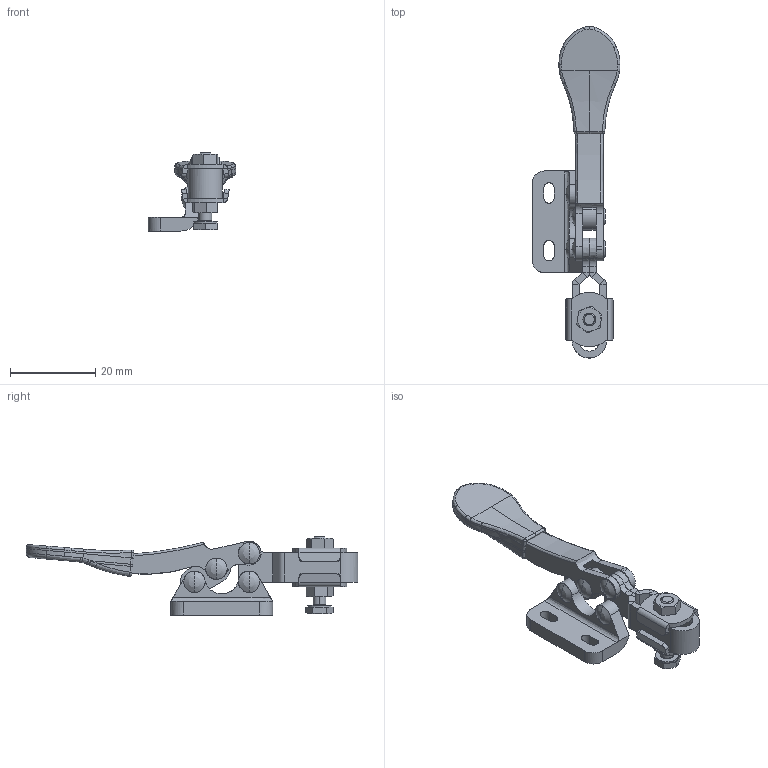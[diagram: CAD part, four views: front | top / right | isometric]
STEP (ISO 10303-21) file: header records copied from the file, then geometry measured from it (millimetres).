
FILE_DESCRIPTION((''),' ');
FILE_NAME('GH-201R.stp',' ',('stephen'),('BIB design'),' ','ACIS 14.0',' ');
FILE_SCHEMA(('automotive_design'));
Length unit declared in the file: inch
Products named in the file (14): Part_9548; Part_9547; Part_9546; Part_9543; Part_9554; Part_9553; Part_9552; Part_9551; Part_37656; Part_40243; Part_9545; Part_9544; Part_9556; Part_9555
Bounding box: 20.55 x 77.7 x 18.29 mm (x, y, z)
Volume: 4601.7 mm3; surface area: 6333.7 mm2
Topology: 14 solids, 14 shells, 430 faces, 2055 edges, 1644 vertices
Faces by surface type: bspline 255, revolution 158, plane 17
Entity records: 59686 total; most frequent: CARTESIAN_POINT 22103, PRESENTATION_STYLE_ASSIGNMENT 4503, COLOUR_RGB 4503, STYLED_ITEM 4127, ORIENTED_EDGE 4078, DIRECTION 2548, CURVE_STYLE 2415, EDGE_CURVE 2039
